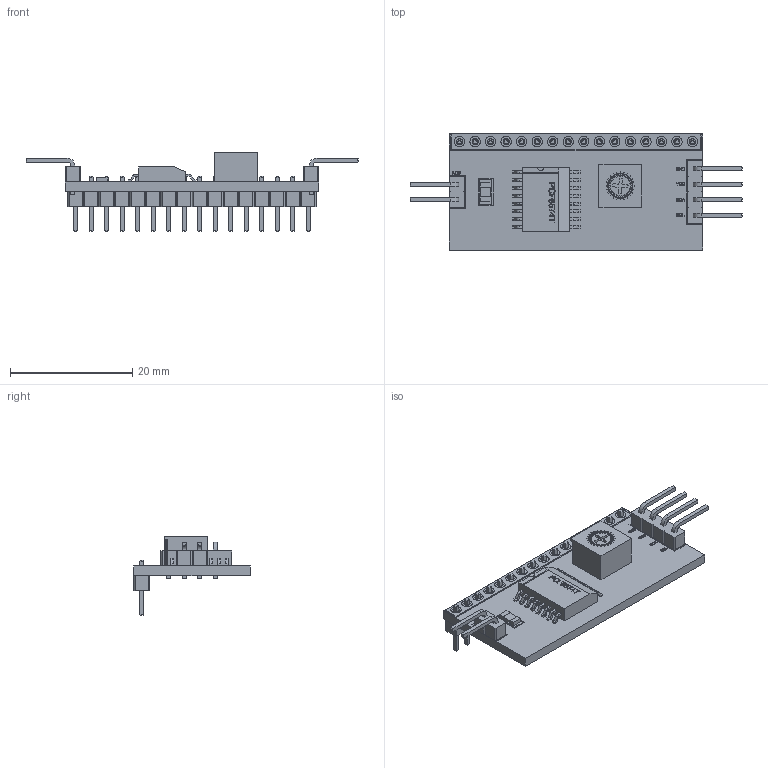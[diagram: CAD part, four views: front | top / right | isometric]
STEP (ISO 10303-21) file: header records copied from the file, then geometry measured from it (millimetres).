
FILE_DESCRIPTION(/* description */ ('Unknown'),/* implementation_level */ '2;1');
FILE_NAME(/* name */ 'I2C Backpack',/* time_stamp */ '2022-04-30T11:00:36+03:00',/* author */ ('Unknown'),/* organization */ ('Unknown'),/* preprocessor_version */ 'ST-DEVELOPER v18.1',/* originating_system */ 'Solid Edge',/* authorisation */ 'Unknown');
FILE_SCHEMA (('AUTOMOTIVE_DESIGN {1 0 10303 214 3 1 1}'));
Length unit declared in the file: millimetre
Products named in the file (15): I2C Backpack; I2C PCB; 2 Pin Header; 4 Pin Header; 1206 LED; SMD_LED 1206 Body; SMD_LED 1206 Connector; PCF8574T Body; PCF8574T Terminal; Contrast Pot Case; Contrast Pot Adj; 90 Degree Pin; 16 Pin Header; Metal Straight Pin; Solder Ring
Assembly tree (71 placements, depth 3):
  I2C Backpack
    I2C PCB
    2 Pin Header
    4 Pin Header
    1206 LED
      SMD_LED 1206 Body
      SMD_LED 1206 Connector  x2
    PCF8574T Body
    PCF8574T Terminal  x16
    Contrast Pot Case
    Contrast Pot Adj
    90 Degree Pin  x6
    16 Pin Header
    Metal Straight Pin  x16
    Solder Ring  x22
Bounding box: 54.31 x 19 x 12.9 mm (x, y, z)
Volume: 1958.3 mm3; surface area: 3955.6 mm2
Topology: 70 solids, 70 shells, 1418 faces, 3497 edges, 2272 vertices
Faces by surface type: plane 1168, cylinder 167, torus 50, bspline 33
Full cylindrical faces by diameter (mm): 1 x44, 1.7 x22, 3.4 x1, 3.5 x1, 5 x1
Entity records: 30399 total; most frequent: CARTESIAN_POINT 6903, ORIENTED_EDGE 4332, DIRECTION 3902, EDGE_CURVE 2166, LINE 1820, VECTOR 1820, VERTEX_POINT 1458, AXIS2_PLACEMENT_3D 1041
